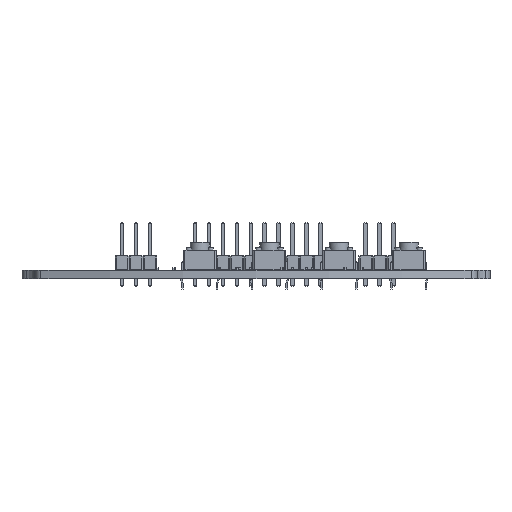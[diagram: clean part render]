
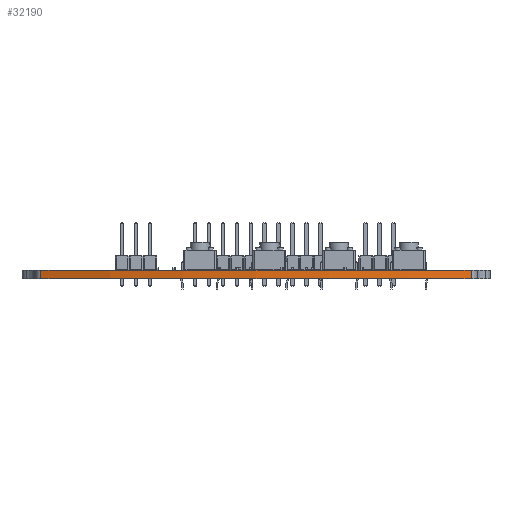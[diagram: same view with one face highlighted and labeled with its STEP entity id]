
A CAD part, front view. The second image highlights one B-rep face of the part: STEP entity #32190.
In plain terms, the highlighted cylindrical face has radius 99 mm (diameter 198 mm), a partial arc.
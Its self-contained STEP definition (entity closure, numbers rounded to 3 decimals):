
#32072 = EDGE_CURVE('',#32073,#32075,#32077,.T.);
#32073 = VERTEX_POINT('',#32074);
#32074 = CARTESIAN_POINT('',(191.292,-144.076,0.));
#32075 = VERTEX_POINT('',#32076);
#32076 = CARTESIAN_POINT('',(191.292,-144.076,1.6));
#32077 = SURFACE_CURVE('',#32078,(#32082,#32094),.PCURVE_S1.);
#32078 = LINE('',#32079,#32080);
#32079 = CARTESIAN_POINT('',(191.292,-144.076,0.));
#32080 = VECTOR('',#32081,1.);
#32081 = DIRECTION('',(0.,0.,1.));
#32082 = PCURVE('',#32083,#32088);
#32083 = CYLINDRICAL_SURFACE('',#32084,2.);
#32084 = AXIS2_PLACEMENT_3D('',#32085,#32086,#32087);
#32085 = CARTESIAN_POINT('',(190.5,-142.24,0.));
#32086 = DIRECTION('',(-0.,-0.,-1.));
#32087 = DIRECTION('',(1.,0.,-0.));
#32088 = DEFINITIONAL_REPRESENTATION('',(#32089),#32093);
#32089 = LINE('',#32090,#32091);
#32090 = CARTESIAN_POINT('',(-5.12,0.));
#32091 = VECTOR('',#32092,1.);
#32092 = DIRECTION('',(-0.,-1.));
#32093 = ( GEOMETRIC_REPRESENTATION_CONTEXT(2) 
PARAMETRIC_REPRESENTATION_CONTEXT() REPRESENTATION_CONTEXT('2D SPACE',''
  ) );
#32094 = PCURVE('',#32095,#32100);
#32095 = CYLINDRICAL_SURFACE('',#32096,99.);
#32096 = AXIS2_PLACEMENT_3D('',#32097,#32098,#32099);
#32097 = CARTESIAN_POINT('',(152.069,-53.178,0.));
#32098 = DIRECTION('',(-0.,-0.,-1.));
#32099 = DIRECTION('',(1.,0.,-0.));
#32100 = DEFINITIONAL_REPRESENTATION('',(#32101),#32105);
#32101 = LINE('',#32102,#32103);
#32102 = CARTESIAN_POINT('',(-5.12,0.));
#32103 = VECTOR('',#32104,1.);
#32104 = DIRECTION('',(-0.,-1.));
#32105 = ( GEOMETRIC_REPRESENTATION_CONTEXT(2) 
PARAMETRIC_REPRESENTATION_CONTEXT() REPRESENTATION_CONTEXT('2D SPACE',''
  ) );
#32124 = PLANE('',#32125);
#32125 = AXIS2_PLACEMENT_3D('',#32126,#32127,#32128);
#32126 = CARTESIAN_POINT('',(152.076,-118.309,1.6));
#32127 = DIRECTION('',(0.,0.,1.));
#32128 = DIRECTION('',(1.,0.,-0.));
#32179 = PLANE('',#32180);
#32180 = AXIS2_PLACEMENT_3D('',#32181,#32182,#32183);
#32181 = CARTESIAN_POINT('',(152.076,-118.309,0.));
#32182 = DIRECTION('',(0.,0.,1.));
#32183 = DIRECTION('',(1.,0.,-0.));
#32190 = ADVANCED_FACE('',(#32191),#32095,.T.);
#32191 = FACE_BOUND('',#32192,.F.);
#32192 = EDGE_LOOP('',(#32193,#32223,#32245,#32246));
#32193 = ORIENTED_EDGE('',*,*,#32194,.T.);
#32194 = EDGE_CURVE('',#32195,#32197,#32199,.T.);
#32195 = VERTEX_POINT('',#32196);
#32196 = CARTESIAN_POINT('',(112.846,-144.076,0.));
#32197 = VERTEX_POINT('',#32198);
#32198 = CARTESIAN_POINT('',(112.846,-144.076,1.6));
#32199 = SURFACE_CURVE('',#32200,(#32204,#32211),.PCURVE_S1.);
#32200 = LINE('',#32201,#32202);
#32201 = CARTESIAN_POINT('',(112.846,-144.076,0.));
#32202 = VECTOR('',#32203,1.);
#32203 = DIRECTION('',(0.,0.,1.));
#32204 = PCURVE('',#32095,#32205);
#32205 = DEFINITIONAL_REPRESENTATION('',(#32206),#32210);
#32206 = LINE('',#32207,#32208);
#32207 = CARTESIAN_POINT('',(-4.305,0.));
#32208 = VECTOR('',#32209,1.);
#32209 = DIRECTION('',(-0.,-1.));
#32210 = ( GEOMETRIC_REPRESENTATION_CONTEXT(2) 
PARAMETRIC_REPRESENTATION_CONTEXT() REPRESENTATION_CONTEXT('2D SPACE',''
  ) );
#32211 = PCURVE('',#32212,#32217);
#32212 = CYLINDRICAL_SURFACE('',#32213,2.);
#32213 = AXIS2_PLACEMENT_3D('',#32214,#32215,#32216);
#32214 = CARTESIAN_POINT('',(113.638,-142.24,0.));
#32215 = DIRECTION('',(-0.,-0.,-1.));
#32216 = DIRECTION('',(1.,0.,-0.));
#32217 = DEFINITIONAL_REPRESENTATION('',(#32218),#32222);
#32218 = LINE('',#32219,#32220);
#32219 = CARTESIAN_POINT('',(-4.305,0.));
#32220 = VECTOR('',#32221,1.);
#32221 = DIRECTION('',(-0.,-1.));
#32222 = ( GEOMETRIC_REPRESENTATION_CONTEXT(2) 
PARAMETRIC_REPRESENTATION_CONTEXT() REPRESENTATION_CONTEXT('2D SPACE',''
  ) );
#32223 = ORIENTED_EDGE('',*,*,#32224,.T.);
#32224 = EDGE_CURVE('',#32197,#32075,#32225,.T.);
#32225 = SURFACE_CURVE('',#32226,(#32231,#32238),.PCURVE_S1.);
#32226 = CIRCLE('',#32227,99.);
#32227 = AXIS2_PLACEMENT_3D('',#32228,#32229,#32230);
#32228 = CARTESIAN_POINT('',(152.069,-53.178,1.6));
#32229 = DIRECTION('',(0.,0.,1.));
#32230 = DIRECTION('',(1.,0.,-0.));
#32231 = PCURVE('',#32095,#32232);
#32232 = DEFINITIONAL_REPRESENTATION('',(#32233),#32237);
#32233 = LINE('',#32234,#32235);
#32234 = CARTESIAN_POINT('',(-0.,-1.6));
#32235 = VECTOR('',#32236,1.);
#32236 = DIRECTION('',(-1.,0.));
#32237 = ( GEOMETRIC_REPRESENTATION_CONTEXT(2) 
PARAMETRIC_REPRESENTATION_CONTEXT() REPRESENTATION_CONTEXT('2D SPACE',''
  ) );
#32238 = PCURVE('',#32124,#32239);
#32239 = DEFINITIONAL_REPRESENTATION('',(#32240),#32244);
#32240 = CIRCLE('',#32241,99.);
#32241 = AXIS2_PLACEMENT_2D('',#32242,#32243);
#32242 = CARTESIAN_POINT('',(-0.007,65.132));
#32243 = DIRECTION('',(1.,0.));
#32244 = ( GEOMETRIC_REPRESENTATION_CONTEXT(2) 
PARAMETRIC_REPRESENTATION_CONTEXT() REPRESENTATION_CONTEXT('2D SPACE',''
  ) );
#32245 = ORIENTED_EDGE('',*,*,#32072,.F.);
#32246 = ORIENTED_EDGE('',*,*,#32247,.F.);
#32247 = EDGE_CURVE('',#32195,#32073,#32248,.T.);
#32248 = SURFACE_CURVE('',#32249,(#32254,#32261),.PCURVE_S1.);
#32249 = CIRCLE('',#32250,99.);
#32250 = AXIS2_PLACEMENT_3D('',#32251,#32252,#32253);
#32251 = CARTESIAN_POINT('',(152.069,-53.178,0.));
#32252 = DIRECTION('',(0.,0.,1.));
#32253 = DIRECTION('',(1.,0.,-0.));
#32254 = PCURVE('',#32095,#32255);
#32255 = DEFINITIONAL_REPRESENTATION('',(#32256),#32260);
#32256 = LINE('',#32257,#32258);
#32257 = CARTESIAN_POINT('',(-0.,0.));
#32258 = VECTOR('',#32259,1.);
#32259 = DIRECTION('',(-1.,0.));
#32260 = ( GEOMETRIC_REPRESENTATION_CONTEXT(2) 
PARAMETRIC_REPRESENTATION_CONTEXT() REPRESENTATION_CONTEXT('2D SPACE',''
  ) );
#32261 = PCURVE('',#32179,#32262);
#32262 = DEFINITIONAL_REPRESENTATION('',(#32263),#32267);
#32263 = CIRCLE('',#32264,99.);
#32264 = AXIS2_PLACEMENT_2D('',#32265,#32266);
#32265 = CARTESIAN_POINT('',(-0.007,65.132));
#32266 = DIRECTION('',(1.,0.));
#32267 = ( GEOMETRIC_REPRESENTATION_CONTEXT(2) 
PARAMETRIC_REPRESENTATION_CONTEXT() REPRESENTATION_CONTEXT('2D SPACE',''
  ) );
